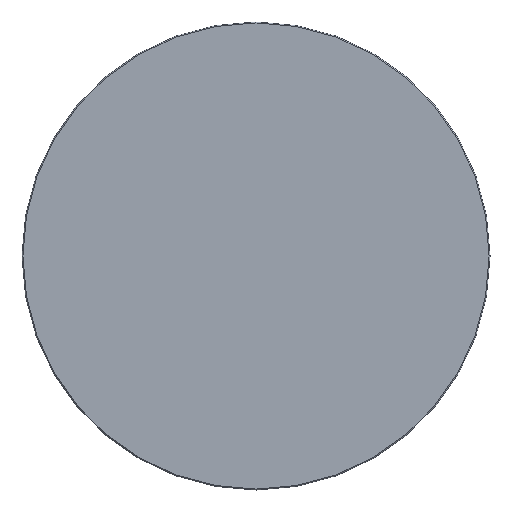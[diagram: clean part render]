
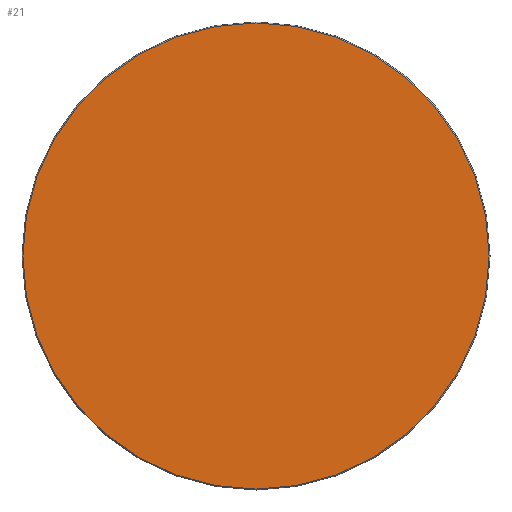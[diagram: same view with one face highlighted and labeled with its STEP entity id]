
A CAD part, front view. The second image highlights one B-rep face of the part: STEP entity #21.
In plain terms, the highlighted planar face has unit normal (0, -1, 0).
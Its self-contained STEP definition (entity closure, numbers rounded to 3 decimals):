
#4 = AXIS2_PLACEMENT_3D ( 'NONE', #220, #218, #14 ) ;
#8 = VERTEX_POINT ( 'NONE', #217 ) ;
#14 = DIRECTION ( 'NONE',  ( -1., 0., 0. ) ) ;
#21 = ADVANCED_FACE ( 'NONE', ( #182 ), #71, .T. ) ;
#26 = AXIS2_PLACEMENT_3D ( 'NONE', #167, #272, #81 ) ;
#35 = DIRECTION ( 'NONE',  ( 0., -1., 0. ) ) ;
#51 = EDGE_CURVE ( 'NONE', #8, #135, #242, .T. ) ;
#71 = PLANE ( 'NONE',  #252 ) ;
#81 = DIRECTION ( 'NONE',  ( -1., 0., 0. ) ) ;
#90 = CARTESIAN_POINT ( 'NONE',  ( 49.8, 0., 0. ) ) ;
#96 = CARTESIAN_POINT ( 'NONE',  ( 0., 0., 0. ) ) ;
#135 = VERTEX_POINT ( 'NONE', #90 ) ;
#167 = CARTESIAN_POINT ( 'NONE',  ( 0., 0., 0. ) ) ;
#182 = FACE_OUTER_BOUND ( 'NONE', #202, .T. ) ;
#202 = EDGE_LOOP ( 'NONE', ( #221, #215 ) ) ;
#215 = ORIENTED_EDGE ( 'NONE', *, *, #243, .F. ) ;
#217 = CARTESIAN_POINT ( 'NONE',  ( -49.8, 0., 0. ) ) ;
#218 = DIRECTION ( 'NONE',  ( 0., 1., 0. ) ) ;
#220 = CARTESIAN_POINT ( 'NONE',  ( 0., 0., 0. ) ) ;
#221 = ORIENTED_EDGE ( 'NONE', *, *, #51, .F. ) ;
#222 = CIRCLE ( 'NONE', #26, 49.8 ) ;
#242 = CIRCLE ( 'NONE', #4, 49.8 ) ;
#243 = EDGE_CURVE ( 'NONE', #135, #8, #222, .T. ) ;
#252 = AXIS2_PLACEMENT_3D ( 'NONE', #96, #35, #262 ) ;
#262 = DIRECTION ( 'NONE',  ( 1., 0., 0. ) ) ;
#272 = DIRECTION ( 'NONE',  ( 0., 1., 0. ) ) ;
